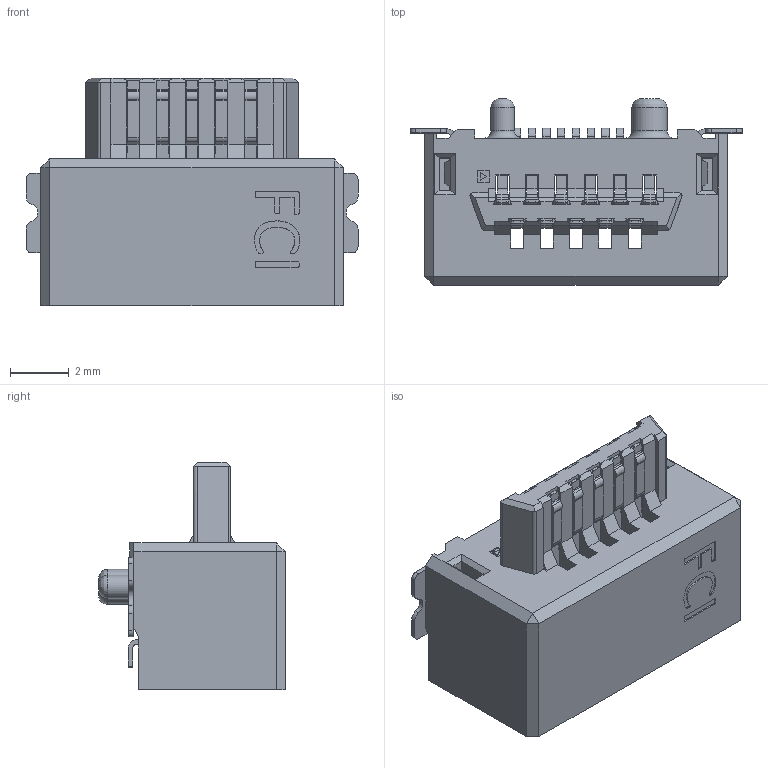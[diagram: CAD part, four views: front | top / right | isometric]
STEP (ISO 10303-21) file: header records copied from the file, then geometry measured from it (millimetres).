
FILE_DESCRIPTION(/* description */ (''),/* implementation_level */ '2;1');
FILE_NAME(/* name */ '10162583-411111lf.stp',/* time_stamp */ '2023-03-01T21:54:39-05:00',/* author */ ('austi'),/* organization */ ('AFCI'),/* preprocessor_version */ 'ST-DEVELOPER v19',/* originating_system */ 'Autodesk Inventor 2023',/* authorisation */ '');
FILE_SCHEMA (('AUTOMOTIVE_DESIGN { 1 0 10303 214 3 1 1 }'));
Length unit declared in the file: millimetre
Products named in the file (1): 10138400-111157LF
Bounding box: 11.3 x 6.35 x 7.74 mm (x, y, z)
Volume: 199.9 mm3; surface area: 604.2 mm2
Topology: 1 solids, 3 shells, 1602 faces, 4673 edges, 3044 vertices
Faces by surface type: plane 1177, cylinder 396, bspline 27, torus 2
Full cylindrical faces by diameter (mm): 0.8 x1, 1.2 x1
Entity records: 53918 total; most frequent: CARTESIAN_POINT 10813, ORIENTED_EDGE 9346, DIRECTION 8613, EDGE_CURVE 4673, LINE 3757, VECTOR 3757, VERTEX_POINT 3044, AXIS2_PLACEMENT_3D 2428
